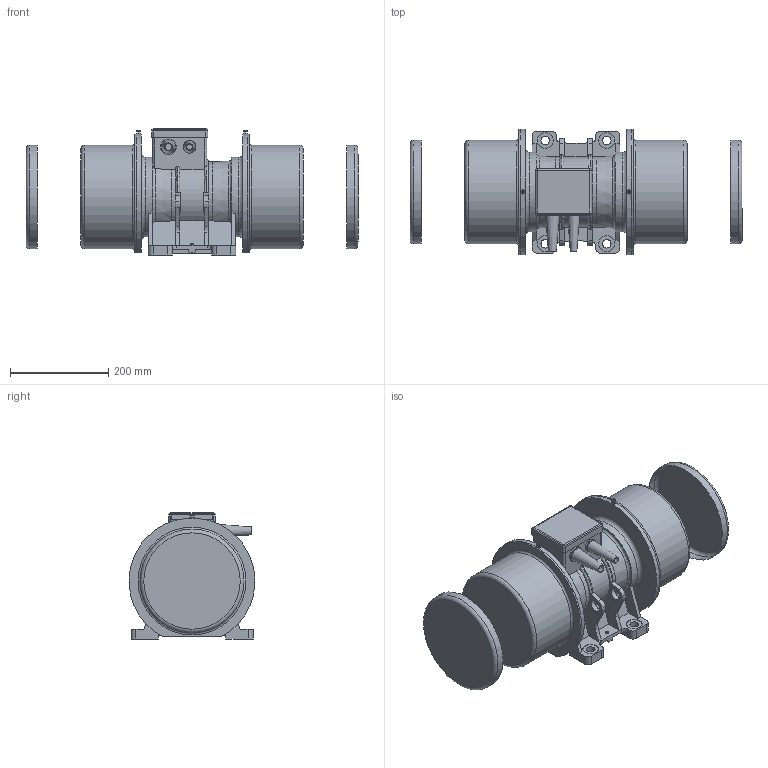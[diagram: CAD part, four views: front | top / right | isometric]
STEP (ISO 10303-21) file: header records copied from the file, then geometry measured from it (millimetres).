
FILE_DESCRIPTION(/* description */ (''),/* implementation_level */ '2;1');
FILE_NAME(/* name */ 'JX13-6-125_60HZ',/* time_stamp */ '2021-07-22T13:39:39+02:00',/* author */ (''),/* organization */ (''),/* preprocessor_version */ 'ST-DEVELOPER v16.5',/* originating_system */ 'HiCAD 2019 2402.2 Build 521',/* authorisation */ '');
FILE_SCHEMA (('AUTOMOTIVE_DESIGN { 1 0 10303 214 1 1 1 1 }'));
Length unit declared in the file: millimetre
Bounding box: 675 x 255.61 x 256.48 mm (x, y, z)
Volume: 7145361.3 mm3; surface area: 1328360.1 mm2
Topology: 5 solids, 10 shells, 359 faces, 944 edges, 620 vertices
Faces by surface type: plane 187, cylinder 131, torus 22, cone 13, sphere 6
Full cylindrical faces by diameter (mm): 2 x2, 4.2 x1, 5 x1, 5.4 x2, 6.5 x1, 8.4 x2, 17.5 x4, 24 x4, 26 x1, 32 x5, 130.27 x1, 133.499 x1, 162 x2, 207 x2, 211 x4
Entity records: 13100 total; most frequent: CARTESIAN_POINT 4379, DIRECTION 1864, ORIENTED_EDGE 1748, EDGE_CURVE 875, AXIS2_PLACEMENT_3D 693, VERTEX_POINT 605, VECTOR 478, LINE 478
